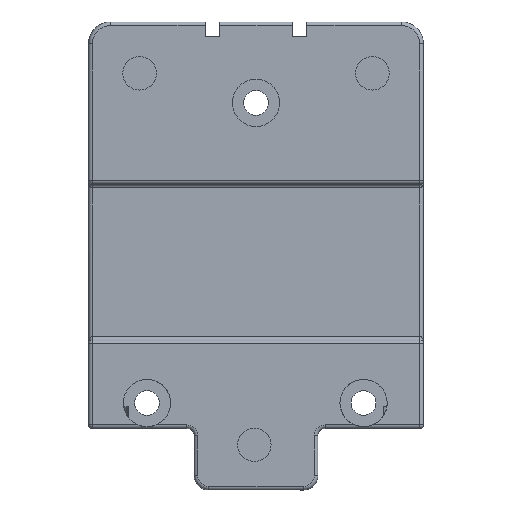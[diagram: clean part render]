
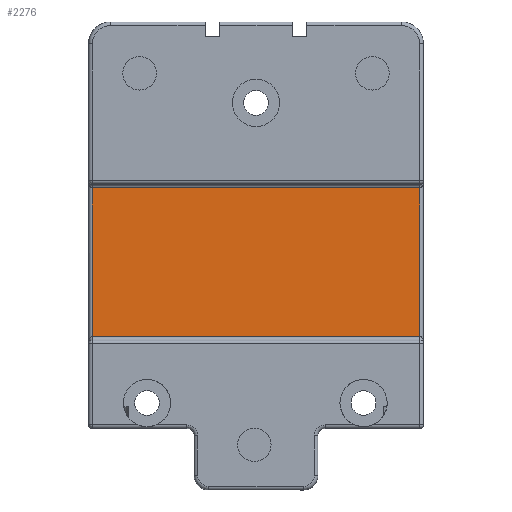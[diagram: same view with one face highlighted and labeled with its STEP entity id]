
A CAD part, front view. The second image highlights one B-rep face of the part: STEP entity #2276.
In plain terms, the highlighted planar face has unit normal (0, -1, 0).
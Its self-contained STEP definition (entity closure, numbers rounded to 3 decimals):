
#247=FACE_OUTER_BOUND('',#400,.T.);
#400=EDGE_LOOP('',(#1933,#1934,#1935,#1936));
#598=LINE('',#3991,#777);
#601=LINE('',#4078,#780);
#602=LINE('',#4079,#781);
#603=LINE('',#4080,#782);
#777=VECTOR('',#3113,10.);
#780=VECTOR('',#3152,10.);
#781=VECTOR('',#3153,0.5);
#782=VECTOR('',#3154,10.);
#1103=VERTEX_POINT('',#3987);
#1105=VERTEX_POINT('',#3990);
#1109=VERTEX_POINT('',#4071);
#1111=VERTEX_POINT('',#4077);
#1389=EDGE_CURVE('',#1103,#1105,#598,.T.);
#1405=EDGE_CURVE('',#1111,#1109,#601,.T.);
#1406=EDGE_CURVE('',#1105,#1111,#602,.T.);
#1407=EDGE_CURVE('',#1109,#1103,#603,.T.);
#1933=ORIENTED_EDGE('',*,*,#1405,.F.);
#1934=ORIENTED_EDGE('',*,*,#1406,.F.);
#1935=ORIENTED_EDGE('',*,*,#1389,.F.);
#1936=ORIENTED_EDGE('',*,*,#1407,.F.);
#2174=PLANE('',#2533);
#2276=ADVANCED_FACE('',(#247),#2174,.T.);
#2533=AXIS2_PLACEMENT_3D('',#4076,#3150,#3151);
#3113=DIRECTION('',(1.,0.,0.));
#3150=DIRECTION('center_axis',(0.,-1.,0.));
#3151=DIRECTION('ref_axis',(1.,0.,0.));
#3152=DIRECTION('',(-1.,0.,0.));
#3153=DIRECTION('',(0.,0.,-1.));
#3154=DIRECTION('',(0.,0.,1.));
#3987=CARTESIAN_POINT('',(-19.7,104.411,10.05));
#3990=CARTESIAN_POINT('',(25.3,104.411,10.05));
#3991=CARTESIAN_POINT('',(-8.75,104.411,10.05));
#4071=CARTESIAN_POINT('',(-19.7,104.411,-10.35));
#4076=CARTESIAN_POINT('Origin',(2.6,104.411,-20.7));
#4077=CARTESIAN_POINT('',(25.3,104.411,-10.35));
#4078=CARTESIAN_POINT('',(8.95,104.411,-10.35));
#4079=CARTESIAN_POINT('',(25.3,104.411,-32.45));
#4080=CARTESIAN_POINT('',(-19.7,104.411,-8.7));
